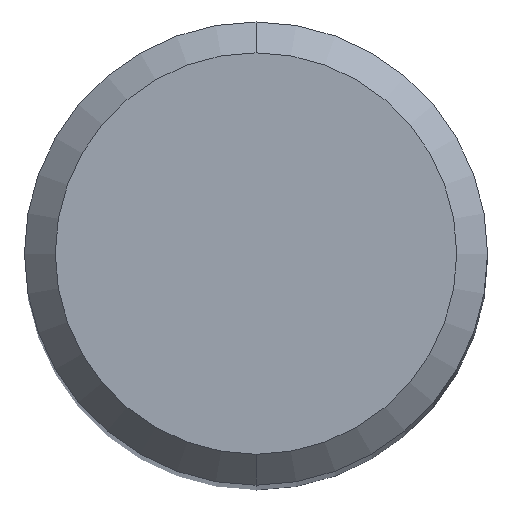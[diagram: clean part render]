
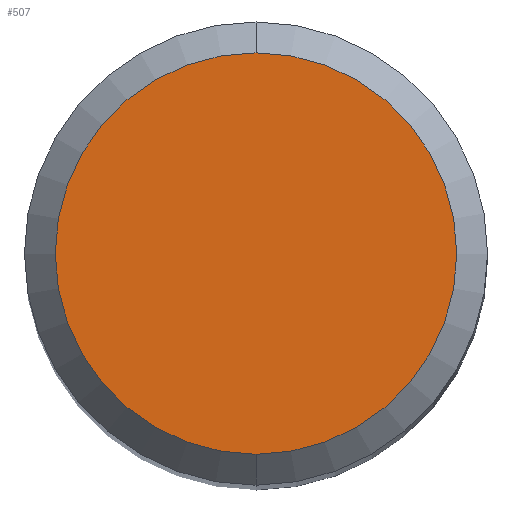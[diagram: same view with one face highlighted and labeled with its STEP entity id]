
A CAD part, top view. The second image highlights one B-rep face of the part: STEP entity #507.
In plain terms, the highlighted planar face has unit normal (0, 0, 1).
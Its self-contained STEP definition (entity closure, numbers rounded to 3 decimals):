
#223=EDGE_CURVE('',#377,#321,#584,.T.);
#283=EDGE_CURVE('',#321,#377,#648,.T.);
#321=VERTEX_POINT('',#694);
#377=VERTEX_POINT('',#760);
#507=ADVANCED_FACE('',(#902),#903,.T.);
#584=CIRCLE('',#983,2.6);
#648=CIRCLE('',#1131,2.6);
#694=CARTESIAN_POINT('',(0.,-2.6,0.0));
#760=CARTESIAN_POINT('',(0.0,2.6,0.0));
#902=FACE_OUTER_BOUND('',#1609,.T.);
#903=PLANE('',#1610);
#983=AXIS2_PLACEMENT_3D('',#1676,#1677,#1678);
#1131=AXIS2_PLACEMENT_3D('',#1739,#1740,#1741);
#1609=EDGE_LOOP('',(#2057,#2058));
#1610=AXIS2_PLACEMENT_3D('',#2059,#2060,#2061);
#1676=CARTESIAN_POINT('',(0.0,0.0,0.0));
#1677=DIRECTION('',(0.0,0.0,-1.0));
#1678=DIRECTION('',(0.0,1.0,0.0));
#1739=CARTESIAN_POINT('',(0.0,0.0,0.0));
#1740=DIRECTION('',(0.0,0.0,-1.0));
#1741=DIRECTION('',(0.0,1.0,0.0));
#2057=ORIENTED_EDGE('',*,*,#223,.F.);
#2058=ORIENTED_EDGE('',*,*,#283,.F.);
#2059=CARTESIAN_POINT('',(0.0,1.3,0.0));
#2060=DIRECTION('',(-0.0,0.0,1.0));
#2061=DIRECTION('',(0.0,-1.0,0.0));
